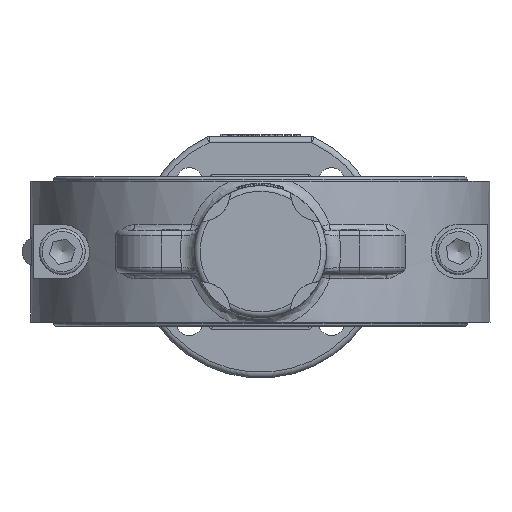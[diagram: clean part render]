
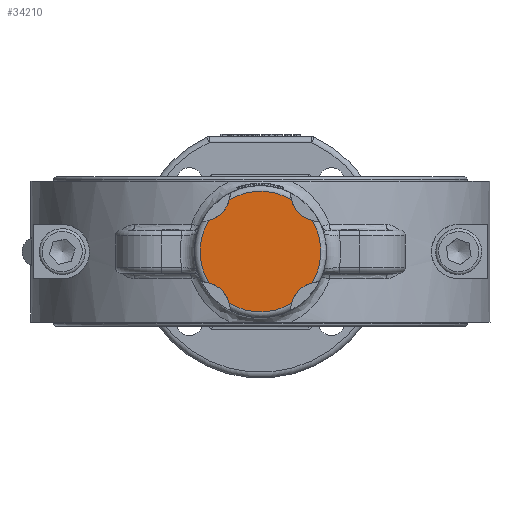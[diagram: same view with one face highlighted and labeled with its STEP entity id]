
A CAD part, front view. The second image highlights one B-rep face of the part: STEP entity #34210.
In plain terms, the highlighted planar face has unit normal (0, -1, 0).
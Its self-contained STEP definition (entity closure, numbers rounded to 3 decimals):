
#34131=CARTESIAN_POINT('',(0.,-132.5,0.0));
#34132=DIRECTION('',(0.0,-1.0,0.0));
#34133=DIRECTION('',(0.0,0.0,-1.0));
#34134=AXIS2_PLACEMENT_3D('',#34131,#34132,#34133);
#34135=PLANE('',#34134);
#34136=CARTESIAN_POINT('',(-10.827,-132.5,17.994));
#34137=VERTEX_POINT('',#34136);
#34138=CARTESIAN_POINT('',(-17.994,-132.5,10.827));
#34139=VERTEX_POINT('',#34138);
#34140=CARTESIAN_POINT('',(-20.506,-132.5,20.506));
#34141=DIRECTION('',(0.0,1.0,0.0));
#34142=DIRECTION('',(0.0,0.0,-1.0));
#34143=AXIS2_PLACEMENT_3D('',#34140,#34141,#34142);
#34144=CIRCLE('',#34143,10.0);
#34145=EDGE_CURVE('',#34137,#34139,#34144,.T.);
#34146=ORIENTED_EDGE('',*,*,#34145,.T.);
#34147=CARTESIAN_POINT('',(-17.994,-132.5,-10.827));
#34148=VERTEX_POINT('',#34147);
#34149=CARTESIAN_POINT('',(0.,-132.5,0.0));
#34150=DIRECTION('',(0.0,1.0,0.0));
#34151=DIRECTION('',(1.0,0.0,0.0));
#34152=AXIS2_PLACEMENT_3D('',#34149,#34150,#34151);
#34153=CIRCLE('',#34152,21.0);
#34154=EDGE_CURVE('',#34148,#34139,#34153,.T.);
#34155=ORIENTED_EDGE('',*,*,#34154,.F.);
#34156=CARTESIAN_POINT('',(-10.827,-132.5,-17.994));
#34157=VERTEX_POINT('',#34156);
#34158=CARTESIAN_POINT('',(-20.506,-132.5,-20.506));
#34159=DIRECTION('',(0.0,1.0,0.0));
#34160=DIRECTION('',(1.0,0.0,0.0));
#34161=AXIS2_PLACEMENT_3D('',#34158,#34159,#34160);
#34162=CIRCLE('',#34161,10.0);
#34163=EDGE_CURVE('',#34148,#34157,#34162,.T.);
#34164=ORIENTED_EDGE('',*,*,#34163,.T.);
#34165=CARTESIAN_POINT('',(10.827,-132.5,-17.994));
#34166=VERTEX_POINT('',#34165);
#34167=CARTESIAN_POINT('',(0.,-132.5,0.0));
#34168=DIRECTION('',(0.0,1.0,0.0));
#34169=DIRECTION('',(1.0,0.0,0.0));
#34170=AXIS2_PLACEMENT_3D('',#34167,#34168,#34169);
#34171=CIRCLE('',#34170,21.0);
#34172=EDGE_CURVE('',#34166,#34157,#34171,.T.);
#34173=ORIENTED_EDGE('',*,*,#34172,.F.);
#34174=CARTESIAN_POINT('',(17.994,-132.5,-10.827));
#34175=VERTEX_POINT('',#34174);
#34176=CARTESIAN_POINT('',(20.506,-132.5,-20.506));
#34177=DIRECTION('',(0.0,1.0,0.0));
#34178=DIRECTION('',(0.0,0.0,1.0));
#34179=AXIS2_PLACEMENT_3D('',#34176,#34177,#34178);
#34180=CIRCLE('',#34179,10.0);
#34181=EDGE_CURVE('',#34166,#34175,#34180,.T.);
#34182=ORIENTED_EDGE('',*,*,#34181,.T.);
#34183=CARTESIAN_POINT('',(17.994,-132.5,10.827));
#34184=VERTEX_POINT('',#34183);
#34185=CARTESIAN_POINT('',(0.,-132.5,0.0));
#34186=DIRECTION('',(0.0,1.0,0.0));
#34187=DIRECTION('',(1.0,0.0,0.0));
#34188=AXIS2_PLACEMENT_3D('',#34185,#34186,#34187);
#34189=CIRCLE('',#34188,21.0);
#34190=EDGE_CURVE('',#34184,#34175,#34189,.T.);
#34191=ORIENTED_EDGE('',*,*,#34190,.F.);
#34192=CARTESIAN_POINT('',(10.827,-132.5,17.994));
#34193=VERTEX_POINT('',#34192);
#34194=CARTESIAN_POINT('',(20.506,-132.5,20.506));
#34195=DIRECTION('',(0.0,1.0,0.0));
#34196=DIRECTION('',(-1.0,0.0,0.0));
#34197=AXIS2_PLACEMENT_3D('',#34194,#34195,#34196);
#34198=CIRCLE('',#34197,10.0);
#34199=EDGE_CURVE('',#34184,#34193,#34198,.T.);
#34200=ORIENTED_EDGE('',*,*,#34199,.T.);
#34201=CARTESIAN_POINT('',(0.,-132.5,0.0));
#34202=DIRECTION('',(0.0,1.0,0.0));
#34203=DIRECTION('',(1.0,0.0,0.0));
#34204=AXIS2_PLACEMENT_3D('',#34201,#34202,#34203);
#34205=CIRCLE('',#34204,21.0);
#34206=EDGE_CURVE('',#34137,#34193,#34205,.T.);
#34207=ORIENTED_EDGE('',*,*,#34206,.F.);
#34208=EDGE_LOOP('',(#34146,#34155,#34164,#34173,#34182,#34191,#34200,#34207));
#34209=FACE_OUTER_BOUND('',#34208,.T.);
#34210=ADVANCED_FACE('',(#34209),#34135,.T.);
